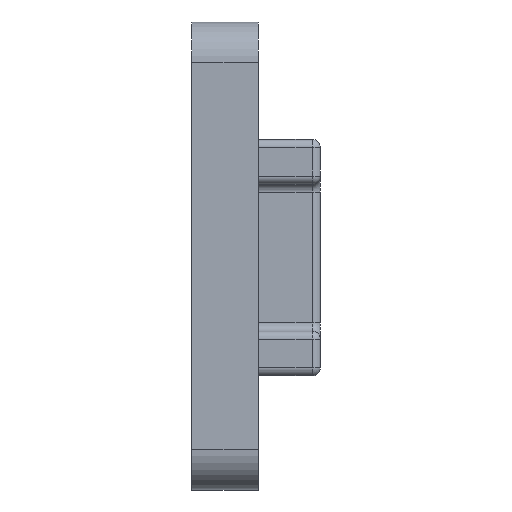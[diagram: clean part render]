
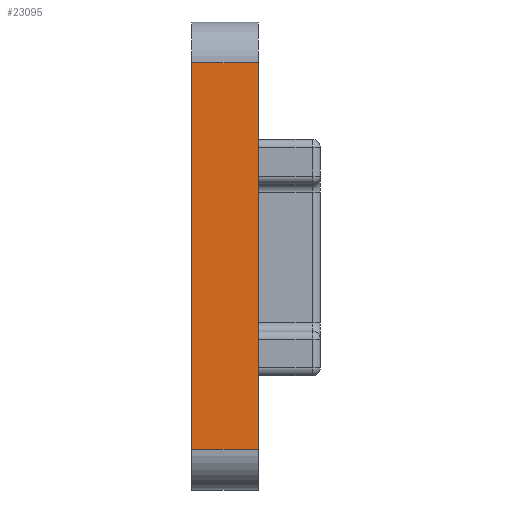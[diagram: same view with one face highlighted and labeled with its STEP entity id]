
A CAD part, front view. The second image highlights one B-rep face of the part: STEP entity #23095.
In plain terms, the highlighted planar face has unit normal (0, -1, 0).
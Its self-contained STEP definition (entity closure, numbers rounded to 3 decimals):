
#583 = CARTESIAN_POINT ( 'NONE',  ( 2.05, -18.65, 11.85 ) ) ;
#1216 = CARTESIAN_POINT ( 'NONE',  ( 2.05, -18.65, -11.85 ) ) ;
#1640 = EDGE_CURVE ( 'NONE', #3479, #8700, #15949, .T. ) ;
#2148 = ORIENTED_EDGE ( 'NONE', *, *, #11219, .F. ) ;
#3479 = VERTEX_POINT ( 'NONE', #20536 ) ;
#3508 = VERTEX_POINT ( 'NONE', #16820 ) ;
#3706 = CARTESIAN_POINT ( 'NONE',  ( 2.05, -18.65, -11.85 ) ) ;
#4977 = DIRECTION ( 'NONE',  ( 0., 1., 0. ) ) ;
#5516 = VERTEX_POINT ( 'NONE', #583 ) ;
#5570 = VECTOR ( 'NONE', #9847, 1000. ) ;
#6376 = ORIENTED_EDGE ( 'NONE', *, *, #16383, .T. ) ;
#7069 = CARTESIAN_POINT ( 'NONE',  ( 2.05, -18.65, 14.35 ) ) ;
#7162 = LINE ( 'NONE', #20226, #15572 ) ;
#8700 = VERTEX_POINT ( 'NONE', #1216 ) ;
#8758 = DIRECTION ( 'NONE',  ( 0., 0., -1. ) ) ;
#9161 = CARTESIAN_POINT ( 'NONE',  ( -2.05, -18.65, 14.35 ) ) ;
#9847 = DIRECTION ( 'NONE',  ( -1., 0., 0. ) ) ;
#10000 = CARTESIAN_POINT ( 'NONE',  ( 2.05, -18.65, 11.85 ) ) ;
#10672 = LINE ( 'NONE', #10000, #5570 ) ;
#11219 = EDGE_CURVE ( 'NONE', #5516, #8700, #7162, .T. ) ;
#11492 = VECTOR ( 'NONE', #20925, 1000. ) ;
#12603 = DIRECTION ( 'NONE',  ( 0., 0., 1. ) ) ;
#14175 = EDGE_CURVE ( 'NONE', #5516, #3508, #10672, .T. ) ;
#14573 = FACE_OUTER_BOUND ( 'NONE', #21503, .T. ) ;
#15159 = ORIENTED_EDGE ( 'NONE', *, *, #14175, .T. ) ;
#15572 = VECTOR ( 'NONE', #8758, 1000. ) ;
#15949 = LINE ( 'NONE', #3706, #11492 ) ;
#16383 = EDGE_CURVE ( 'NONE', #3508, #3479, #24454, .T. ) ;
#16607 = PLANE ( 'NONE',  #21640 ) ;
#16820 = CARTESIAN_POINT ( 'NONE',  ( -2.05, -18.65, 11.85 ) ) ;
#17506 = VECTOR ( 'NONE', #22852, 1000. ) ;
#20226 = CARTESIAN_POINT ( 'NONE',  ( 2.05, -18.65, 14.35 ) ) ;
#20536 = CARTESIAN_POINT ( 'NONE',  ( -2.05, -18.65, -11.85 ) ) ;
#20925 = DIRECTION ( 'NONE',  ( 1., 0., 0. ) ) ;
#21503 = EDGE_LOOP ( 'NONE', ( #6376, #23014, #2148, #15159 ) ) ;
#21640 = AXIS2_PLACEMENT_3D ( 'NONE', #7069, #4977, #12603 ) ;
#22852 = DIRECTION ( 'NONE',  ( 0., 0., -1. ) ) ;
#23014 = ORIENTED_EDGE ( 'NONE', *, *, #1640, .T. ) ;
#23095 = ADVANCED_FACE ( 'NONE', ( #14573 ), #16607, .F. ) ;
#24454 = LINE ( 'NONE', #9161, #17506 ) ;
